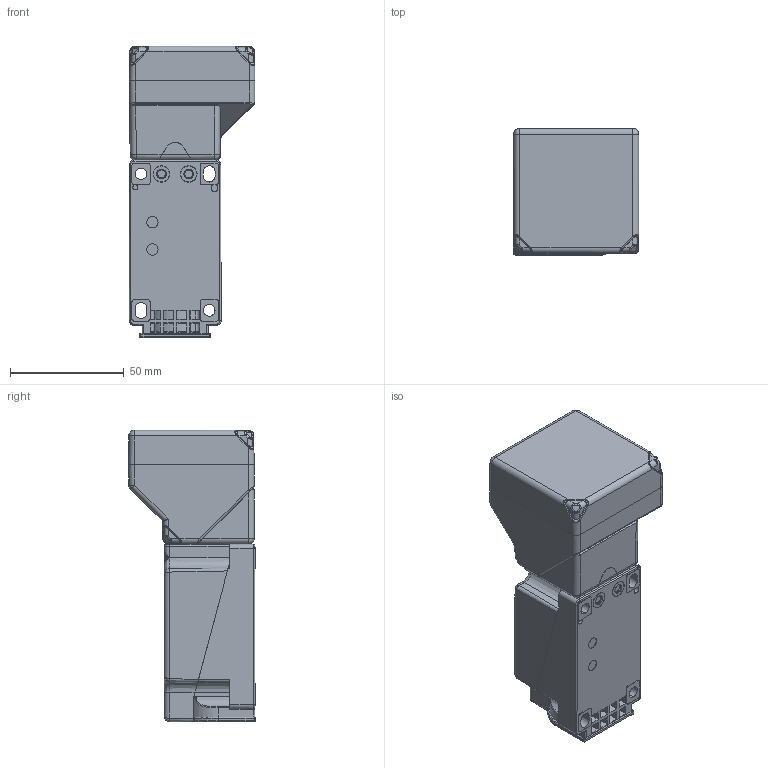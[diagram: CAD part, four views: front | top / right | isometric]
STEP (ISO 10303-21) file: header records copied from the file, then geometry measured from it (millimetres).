
FILE_DESCRIPTION((''),'2;1');
FILE_NAME('DM_CAD-1669A_SW0001_NEU','2017-03-02T',('creinig-se'),(''),'PRO/ENGINEER BY PARAMETRIC TECHNOLOGY CORPORATION, 2015440','PRO/ENGINEER BY PARAMETRIC TECHNOLOGY CORPORATION, 2015440','');
FILE_SCHEMA(('CONFIG_CONTROL_DESIGN'));
Length unit declared in the file: millimetre
Products named in the file (1): DM_CAD-1669A_SW0001_NEU
Bounding box: 55.3 x 55.7 x 128.16 mm (x, y, z)
Volume: 227619.9 mm3; surface area: 36592.2 mm2
Topology: 1 solids, 1 shells, 931 faces, 2447 edges, 1597 vertices
Faces by surface type: plane 403, cylinder 310, bspline 99, cone 45, torus 41, sphere 27, extrusion 6
Entity records: 42708 total; most frequent: CARTESIAN_POINT 14774, ORIENTED_EDGE 4760, DIRECTION 4248, EDGE_CURVE 2380, AXIS2_PLACEMENT_3D 1469, VERTEX_POINT 1463, VECTOR 1310, LINE 1304
